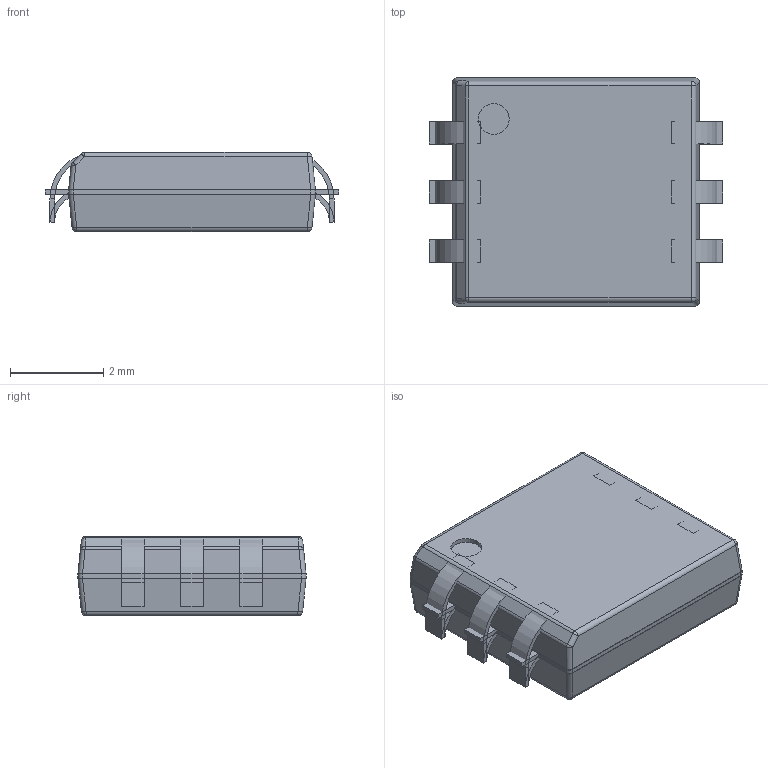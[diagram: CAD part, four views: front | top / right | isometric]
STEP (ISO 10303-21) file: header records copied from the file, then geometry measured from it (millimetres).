
FILE_DESCRIPTION(('Open CASCADE Model'),'2;1');
FILE_NAME('Open CASCADE Shape Model','2023-07-11T10:23:05',('Author'),( 'Open CASCADE'),'Open CASCADE STEP processor 6.8','Open CASCADE 6.8' ,'Unknown');
FILE_SCHEMA(('AUTOMOTIVE_DESIGN { 1 0 10303 214 1 1 1 1 }'));
Length unit declared in the file: millimetre
Products named in the file (7): PCB; Designator1; 7411314912; Open_CASCADE_STEP_translator_6.8_1.1; Body; Open_CASCADE_STEP_translator_6.8_1.2.1; Leader
Assembly tree (10 placements, depth 4):
  PCB
  Designator1
    7411314912
      Open_CASCADE_STEP_translator_6.8_1.1
      Body
        Open_CASCADE_STEP_translator_6.8_1.2.1
      Leader  x6
Bounding box: 6.3 x 4.9 x 1.7 mm (x, y, z)
Volume: 43.1 mm3; surface area: 108.5 mm2
Topology: 7 solids, 8 shells, 175 faces, 354 edges, 185 vertices
Faces by surface type: plane 101, cylinder 56, sphere 10, bspline 8
Full cylindrical faces by diameter (mm): 0.662 x1
Entity records: 2899 total; most frequent: CARTESIAN_POINT 1097, DIRECTION 349, ORIENTED_EDGE 327, EDGE_CURVE 164, AXIS2_PLACEMENT_3D 129, LINE 91, VECTOR 91, FACE_BOUND 86
